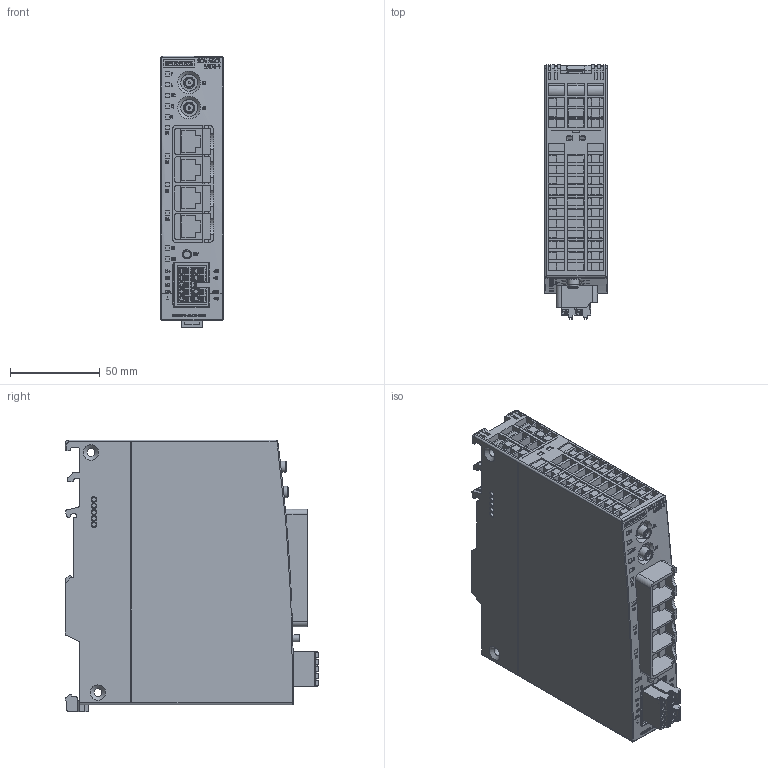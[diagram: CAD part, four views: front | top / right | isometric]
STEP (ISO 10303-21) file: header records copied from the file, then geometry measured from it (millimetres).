
FILE_DESCRIPTION(/* description */ (''),/* implementation_level */ '2;1');
FILE_NAME(/* name */ '6GK5876-4AA10-2BA2_3d.stp',/* time_stamp */ '2022-07-07T13:29:32+02:00',/* author */ (''),/* organization */ (''),/* preprocessor_version */ 'ST-DEVELOPER v18.102',/* originating_system */ 'SIEMENS PLM Software NX 2027',/* authorisation */ '');
FILE_SCHEMA (('AUTOMOTIVE_DESIGN { 1 0 10303 214 3 1 1 1 }'));
Products named in the file (6): Labeling; Terminal_Blocks; Adapter; Plug; Body; 1881_6GK5876-4AA10-2BA2_SIMPL_1
Assembly tree (5 placements, depth 2):
  1881_6GK5876-4AA10-2BA2_SIMPL_1
    Body
    Plug
    Adapter
    Terminal_Blocks
    Labeling
Bounding box: 34.83 x 141.04 x 151.04 mm (x, y, z)
Volume: 582468.6 mm3; surface area: 91938.6 mm2
Topology: 6 solids, 99 shells, 2847 faces, 8301 edges, 5734 vertices
Faces by surface type: plane 2148, cylinder 601, cone 60, torus 21, sphere 9, bspline 8
Full cylindrical faces by diameter (mm): 0.457 x3, 1.27 x2, 1.6 x6, 2 x1, 3 x9, 3.8 x1, 4.5 x2, 4.521 x2, 5.097 x1, 5.334 x4, 6.35 x2, 9.382 x2
Entity records: 117441 total; most frequent: CARTESIAN_POINT 21908, ORIENTED_EDGE 15597, DIRECTION 15013, EDGE_CURVE 8198, LINE 6411, VECTOR 6411, VERTEX_POINT 5700, AXIS2_PLACEMENT_3D 4301
